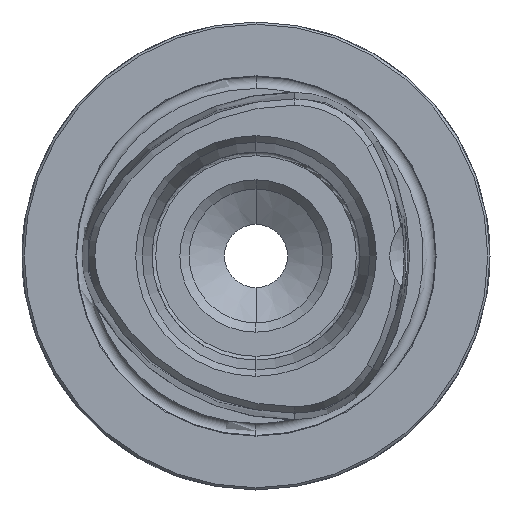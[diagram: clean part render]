
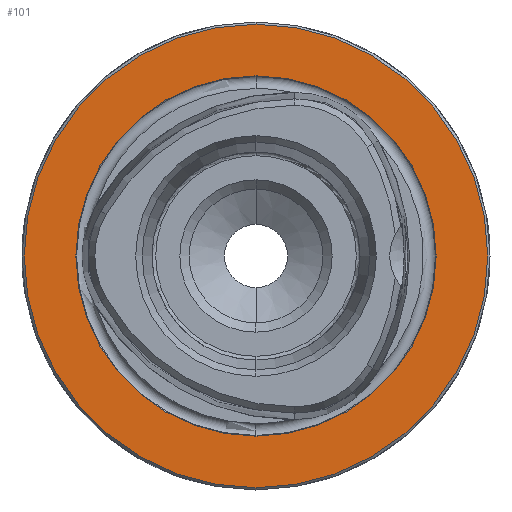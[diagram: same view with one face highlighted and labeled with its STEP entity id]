
A CAD part, left-side view. The second image highlights one B-rep face of the part: STEP entity #101.
In plain terms, the highlighted planar face has unit normal (-1, 0, 0).
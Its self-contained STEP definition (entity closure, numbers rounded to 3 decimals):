
#36 = AXIS2_PLACEMENT_3D ( 'NONE', #3267, #1365, #1440 ) ;
#86 = DIRECTION ( 'NONE',  ( -1., 0., 0. ) ) ;
#101 = ADVANCED_FACE ( 'NONE', ( #4498, #3031 ), #3729, .F. ) ;
#110 = EDGE_LOOP ( 'NONE', ( #3995, #2957 ) ) ;
#504 = VERTEX_POINT ( 'NONE', #3059 ) ;
#550 = CARTESIAN_POINT ( 'NONE',  ( 0., 0., 0. ) ) ;
#632 = CARTESIAN_POINT ( 'NONE',  ( 0., 0., 0. ) ) ;
#669 = CIRCLE ( 'NONE', #36, 31.2 ) ;
#673 = AXIS2_PLACEMENT_3D ( 'NONE', #632, #86, #1920 ) ;
#1365 = DIRECTION ( 'NONE',  ( -1., 0., 0. ) ) ;
#1440 = DIRECTION ( 'NONE',  ( 0., 0., 1. ) ) ;
#1564 = CARTESIAN_POINT ( 'NONE',  ( 0., 0., 0. ) ) ;
#1651 = DIRECTION ( 'NONE',  ( 0., 0., 1. ) ) ;
#1696 = AXIS2_PLACEMENT_3D ( 'NONE', #1564, #3817, #4560 ) ;
#1747 = CARTESIAN_POINT ( 'NONE',  ( 0., 0., 24.25 ) ) ;
#1920 = DIRECTION ( 'NONE',  ( 0., 0., 1. ) ) ;
#2168 = CIRCLE ( 'NONE', #1696, 24.25 ) ;
#2369 = ORIENTED_EDGE ( 'NONE', *, *, #3804, .F. ) ;
#2583 = VERTEX_POINT ( 'NONE', #4294 ) ;
#2790 = DIRECTION ( 'NONE',  ( -1., 0., 0. ) ) ;
#2818 = AXIS2_PLACEMENT_3D ( 'NONE', #550, #2790, #1651 ) ;
#2842 = CARTESIAN_POINT ( 'NONE',  ( 0., 0., -24.25 ) ) ;
#2957 = ORIENTED_EDGE ( 'NONE', *, *, #3176, .T. ) ;
#3031 = FACE_OUTER_BOUND ( 'NONE', #110, .T. ) ;
#3059 = CARTESIAN_POINT ( 'NONE',  ( 0., 0., -31.2 ) ) ;
#3176 = EDGE_CURVE ( 'NONE', #2583, #504, #4880, .T. ) ;
#3207 = EDGE_LOOP ( 'NONE', ( #3604, #2369 ) ) ;
#3267 = CARTESIAN_POINT ( 'NONE',  ( 0., 0., 0. ) ) ;
#3307 = AXIS2_PLACEMENT_3D ( 'NONE', #3638, #3782, #3407 ) ;
#3316 = VERTEX_POINT ( 'NONE', #2842 ) ;
#3319 = EDGE_CURVE ( 'NONE', #4472, #3316, #4796, .T. ) ;
#3407 = DIRECTION ( 'NONE',  ( 0., 0., -1. ) ) ;
#3604 = ORIENTED_EDGE ( 'NONE', *, *, #3319, .F. ) ;
#3638 = CARTESIAN_POINT ( 'NONE',  ( 0., 24.25, 0. ) ) ;
#3729 = PLANE ( 'NONE',  #3307 ) ;
#3782 = DIRECTION ( 'NONE',  ( 1., 0., 0. ) ) ;
#3804 = EDGE_CURVE ( 'NONE', #3316, #4472, #2168, .T. ) ;
#3817 = DIRECTION ( 'NONE',  ( -1., 0., 0. ) ) ;
#3995 = ORIENTED_EDGE ( 'NONE', *, *, #4113, .T. ) ;
#4113 = EDGE_CURVE ( 'NONE', #504, #2583, #669, .T. ) ;
#4294 = CARTESIAN_POINT ( 'NONE',  ( 0., 0., 31.2 ) ) ;
#4472 = VERTEX_POINT ( 'NONE', #1747 ) ;
#4498 = FACE_BOUND ( 'NONE', #3207, .T. ) ;
#4560 = DIRECTION ( 'NONE',  ( 0., 0., 1. ) ) ;
#4796 = CIRCLE ( 'NONE', #2818, 24.25 ) ;
#4880 = CIRCLE ( 'NONE', #673, 31.2 ) ;
